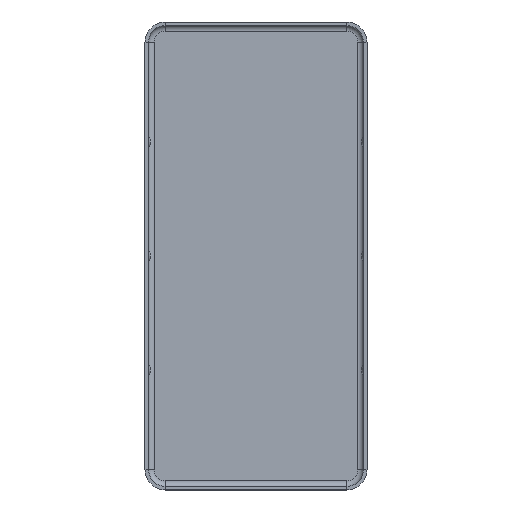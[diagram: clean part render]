
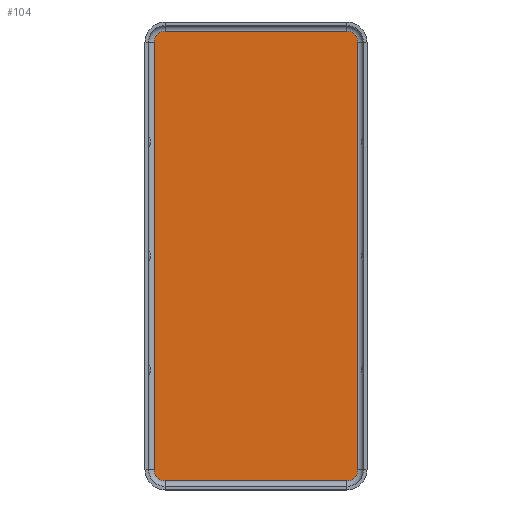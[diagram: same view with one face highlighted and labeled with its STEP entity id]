
A CAD part, front view. The second image highlights one B-rep face of the part: STEP entity #104.
In plain terms, the highlighted planar face has unit normal (0, -1, 0).
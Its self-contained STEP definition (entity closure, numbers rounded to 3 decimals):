
#8 = EDGE_LOOP ( 'NONE', ( #169, #1457, #922, #347, #1835, #495, #1571, #622 ) ) ;
#64 = LINE ( 'NONE', #1508, #1695 ) ;
#89 = CARTESIAN_POINT ( 'NONE',  ( 8.95, -0.3, 0. ) ) ;
#104 = ADVANCED_FACE ( 'NONE', ( #1056 ), #123, .F. ) ;
#123 = PLANE ( 'NONE',  #1341 ) ;
#124 = DIRECTION ( 'NONE',  ( -1., 0., 0. ) ) ;
#139 = CARTESIAN_POINT ( 'NONE',  ( 7.95, -0.3, 19.75 ) ) ;
#150 = AXIS2_PLACEMENT_3D ( 'NONE', #642, #809, #951 ) ;
#167 = VECTOR ( 'NONE', #124, 1000. ) ;
#169 = ORIENTED_EDGE ( 'NONE', *, *, #457, .T. ) ;
#171 = CARTESIAN_POINT ( 'NONE',  ( -8.95, -0.3, -18.75 ) ) ;
#250 = EDGE_CURVE ( 'NONE', #1808, #295, #1665, .T. ) ;
#274 = DIRECTION ( 'NONE',  ( 0., 1., 0. ) ) ;
#295 = VERTEX_POINT ( 'NONE', #1251 ) ;
#337 = VERTEX_POINT ( 'NONE', #171 ) ;
#347 = ORIENTED_EDGE ( 'NONE', *, *, #1085, .T. ) ;
#360 = CARTESIAN_POINT ( 'NONE',  ( 8.95, -0.3, 18.75 ) ) ;
#404 = VERTEX_POINT ( 'NONE', #435 ) ;
#419 = CIRCLE ( 'NONE', #1167, 1. ) ;
#435 = CARTESIAN_POINT ( 'NONE',  ( 8.95, -0.3, -18.75 ) ) ;
#457 = EDGE_CURVE ( 'NONE', #1642, #295, #629, .T. ) ;
#495 = ORIENTED_EDGE ( 'NONE', *, *, #1240, .F. ) ;
#608 = DIRECTION ( 'NONE',  ( 1., 0., 0. ) ) ;
#622 = ORIENTED_EDGE ( 'NONE', *, *, #1685, .T. ) ;
#626 = CARTESIAN_POINT ( 'NONE',  ( -7.95, -0.3, 18.75 ) ) ;
#629 = LINE ( 'NONE', #139, #167 ) ;
#637 = LINE ( 'NONE', #1463, #973 ) ;
#641 = DIRECTION ( 'NONE',  ( 0., 1., 0. ) ) ;
#642 = CARTESIAN_POINT ( 'NONE',  ( 7.95, -0.3, 18.75 ) ) ;
#677 = CARTESIAN_POINT ( 'NONE',  ( -7.95, -0.3, -19.75 ) ) ;
#754 = AXIS2_PLACEMENT_3D ( 'NONE', #626, #641, #1488 ) ;
#756 = VERTEX_POINT ( 'NONE', #677 ) ;
#757 = DIRECTION ( 'NONE',  ( 0., 0., -1. ) ) ;
#783 = VERTEX_POINT ( 'NONE', #360 ) ;
#788 = DIRECTION ( 'NONE',  ( 0., 0., -1. ) ) ;
#809 = DIRECTION ( 'NONE',  ( 0., -1., 0. ) ) ;
#856 = EDGE_CURVE ( 'NONE', #783, #404, #1314, .T. ) ;
#884 = CARTESIAN_POINT ( 'NONE',  ( 7.95, -0.3, -18.75 ) ) ;
#922 = ORIENTED_EDGE ( 'NONE', *, *, #1326, .T. ) ;
#951 = DIRECTION ( 'NONE',  ( 1., 0., 0. ) ) ;
#973 = VECTOR ( 'NONE', #757, 1000. ) ;
#975 = CIRCLE ( 'NONE', #1012, 1. ) ;
#1012 = AXIS2_PLACEMENT_3D ( 'NONE', #1139, #1844, #1711 ) ;
#1056 = FACE_OUTER_BOUND ( 'NONE', #8, .T. ) ;
#1085 = EDGE_CURVE ( 'NONE', #337, #756, #975, .T. ) ;
#1125 = DIRECTION ( 'NONE',  ( 0., 0., 1. ) ) ;
#1130 = CARTESIAN_POINT ( 'NONE',  ( 7.95, -0.3, -18.75 ) ) ;
#1139 = CARTESIAN_POINT ( 'NONE',  ( -7.95, -0.3, -18.75 ) ) ;
#1160 = DIRECTION ( 'NONE',  ( 0., 1., 0. ) ) ;
#1163 = VERTEX_POINT ( 'NONE', #1424 ) ;
#1167 = AXIS2_PLACEMENT_3D ( 'NONE', #884, #1160, #608 ) ;
#1240 = EDGE_CURVE ( 'NONE', #404, #1163, #419, .T. ) ;
#1251 = CARTESIAN_POINT ( 'NONE',  ( -7.95, -0.3, 19.75 ) ) ;
#1264 = CARTESIAN_POINT ( 'NONE',  ( -8.95, -0.3, 18.75 ) ) ;
#1314 = LINE ( 'NONE', #89, #1465 ) ;
#1326 = EDGE_CURVE ( 'NONE', #1808, #337, #637, .T. ) ;
#1341 = AXIS2_PLACEMENT_3D ( 'NONE', #1130, #274, #1125 ) ;
#1368 = CARTESIAN_POINT ( 'NONE',  ( 7.95, -0.3, 19.75 ) ) ;
#1379 = CIRCLE ( 'NONE', #150, 1. ) ;
#1394 = EDGE_CURVE ( 'NONE', #1163, #756, #64, .T. ) ;
#1424 = CARTESIAN_POINT ( 'NONE',  ( 7.95, -0.3, -19.75 ) ) ;
#1457 = ORIENTED_EDGE ( 'NONE', *, *, #250, .F. ) ;
#1463 = CARTESIAN_POINT ( 'NONE',  ( -8.95, -0.3, 0. ) ) ;
#1465 = VECTOR ( 'NONE', #788, 1000. ) ;
#1488 = DIRECTION ( 'NONE',  ( -1., 0., 0. ) ) ;
#1508 = CARTESIAN_POINT ( 'NONE',  ( 7.95, -0.3, -19.75 ) ) ;
#1571 = ORIENTED_EDGE ( 'NONE', *, *, #856, .F. ) ;
#1641 = DIRECTION ( 'NONE',  ( -1., 0., 0. ) ) ;
#1642 = VERTEX_POINT ( 'NONE', #1368 ) ;
#1665 = CIRCLE ( 'NONE', #754, 1. ) ;
#1685 = EDGE_CURVE ( 'NONE', #783, #1642, #1379, .T. ) ;
#1695 = VECTOR ( 'NONE', #1641, 1000. ) ;
#1711 = DIRECTION ( 'NONE',  ( -1., 0., 0. ) ) ;
#1808 = VERTEX_POINT ( 'NONE', #1264 ) ;
#1835 = ORIENTED_EDGE ( 'NONE', *, *, #1394, .F. ) ;
#1844 = DIRECTION ( 'NONE',  ( 0., -1., 0. ) ) ;
